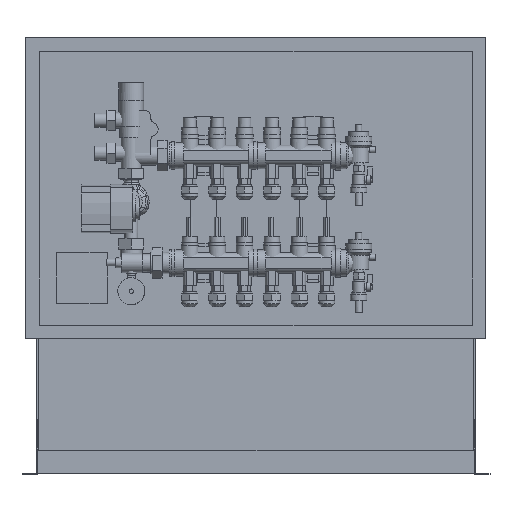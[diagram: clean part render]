
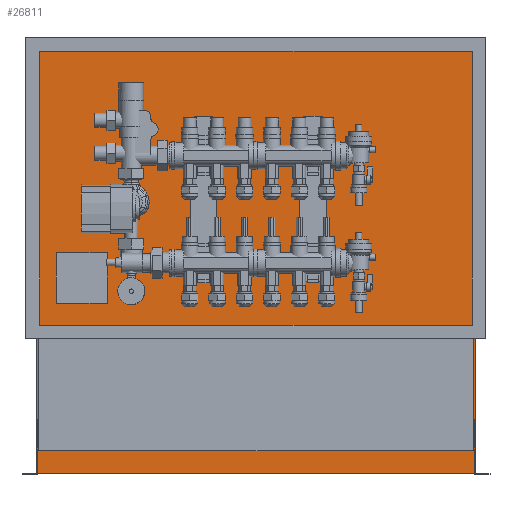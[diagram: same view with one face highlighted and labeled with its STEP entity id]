
A CAD part, front view. The second image highlights one B-rep face of the part: STEP entity #26811.
In plain terms, the highlighted planar face has unit normal (0, -1, 0).
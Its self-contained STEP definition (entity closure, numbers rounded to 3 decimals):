
#26682=CARTESIAN_POINT('Control Point',(-5136.896,12306.756,3292.47)) ;
#26683=CARTESIAN_POINT('Control Point',(-5938.896,12306.756,3292.47)) ;
#26684=CARTESIAN_POINT('Vertex',(-5136.896,12306.756,3292.47)) ;
#26686=CARTESIAN_POINT('Vertex',(-5938.896,12306.756,3292.47)) ;
#26718=CARTESIAN_POINT('Control Point',(-5938.896,12306.756,2519.47)) ;
#26719=CARTESIAN_POINT('Control Point',(-5136.896,12306.756,2519.47)) ;
#26720=CARTESIAN_POINT('Vertex',(-5938.896,12306.756,2519.47)) ;
#26722=CARTESIAN_POINT('Vertex',(-5136.896,12306.756,2519.47)) ;
#26754=CARTESIAN_POINT('Control Point',(-5136.896,12306.756,2519.47)) ;
#26755=CARTESIAN_POINT('Control Point',(-5136.896,12306.756,3292.47)) ;
#26774=CARTESIAN_POINT('Control Point',(-5938.896,12306.756,3292.47)) ;
#26775=CARTESIAN_POINT('Control Point',(-5938.896,12306.756,2519.47)) ;
#26800=CARTESIAN_POINT('Axis2P3D Location',(-5938.896,12306.756,2519.47)) ;
#26801=DIRECTION('Axis2P3D Direction',(0.,-1.,0.)) ;
#26802=DIRECTION('Axis2P3D XDirection',(1.,0.,0.)) ;
#26803=AXIS2_PLACEMENT_3D('Plane Axis2P3D',#26800,#26801,#26802) ;
#26804=PLANE('',#26803) ;
#26688=EDGE_CURVE('',#26685,#26687,#26681,.T.) ;
#26724=EDGE_CURVE('',#26721,#26723,#26717,.T.) ;
#26756=EDGE_CURVE('',#26723,#26685,#26753,.T.) ;
#26776=EDGE_CURVE('',#26687,#26721,#26773,.T.) ;
#26806=ORIENTED_EDGE('',*,*,#26724,.T.) ;
#26807=ORIENTED_EDGE('',*,*,#26756,.T.) ;
#26808=ORIENTED_EDGE('',*,*,#26688,.T.) ;
#26809=ORIENTED_EDGE('',*,*,#26776,.T.) ;
#26805=EDGE_LOOP('',(#26806,#26807,#26808,#26809)) ;
#26685=VERTEX_POINT('',#26684) ;
#26687=VERTEX_POINT('',#26686) ;
#26721=VERTEX_POINT('',#26720) ;
#26723=VERTEX_POINT('',#26722) ;
#26811=ADVANCED_FACE('Solid113',(#26810),#26804,.T.) ;
#26681=B_SPLINE_CURVE_WITH_KNOTS('',1,(#26682,#26683),.UNSPECIFIED.,.F.,.U.,(2,2),(0.,802.),.UNSPECIFIED.) ;
#26717=B_SPLINE_CURVE_WITH_KNOTS('',1,(#26718,#26719),.UNSPECIFIED.,.F.,.U.,(2,2),(0.,802.),.UNSPECIFIED.) ;
#26753=B_SPLINE_CURVE_WITH_KNOTS('',1,(#26754,#26755),.UNSPECIFIED.,.F.,.U.,(2,2),(0.,773.),.UNSPECIFIED.) ;
#26773=B_SPLINE_CURVE_WITH_KNOTS('',1,(#26774,#26775),.UNSPECIFIED.,.F.,.U.,(2,2),(0.,773.),.UNSPECIFIED.) ;
#26810=FACE_OUTER_BOUND('',#26805,.T.) ;
